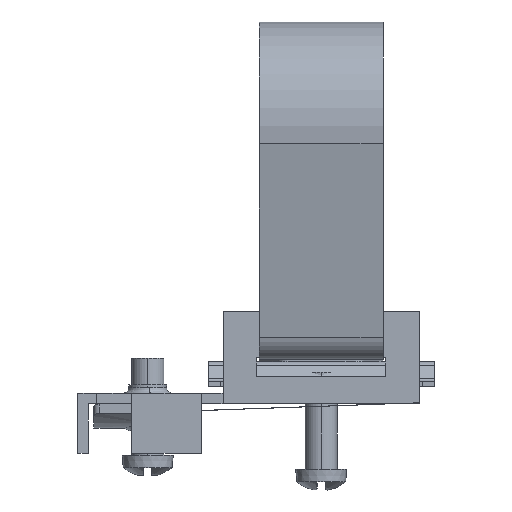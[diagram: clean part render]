
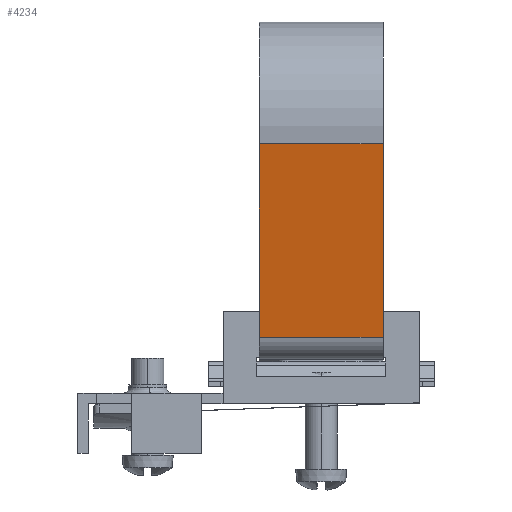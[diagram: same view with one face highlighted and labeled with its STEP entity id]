
A CAD part, left-side view. The second image highlights one B-rep face of the part: STEP entity #4234.
In plain terms, the highlighted planar face has unit normal (-0.985, 0, -0.174).
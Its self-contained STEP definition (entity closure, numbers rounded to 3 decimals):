
#1191 = CARTESIAN_POINT ( 'NONE',  ( -5.124, 6.75, 12.382 ) ) ;
#1299 = DIRECTION ( 'NONE',  ( 0.174, 0., -0.985 ) ) ;
#1986 = EDGE_CURVE ( 'NONE', #12700, #11912, #5840, .T. ) ;
#2394 = DIRECTION ( 'NONE',  ( 0., 1., 0. ) ) ;
#2695 = LINE ( 'NONE', #12299, #11230 ) ;
#2873 = CARTESIAN_POINT ( 'NONE',  ( -11.457, 6.75, 48.297 ) ) ;
#2940 = CARTESIAN_POINT ( 'NONE',  ( -11.457, 29.75, 48.297 ) ) ;
#2948 = VERTEX_POINT ( 'NONE', #4865 ) ;
#4234 = ADVANCED_FACE ( 'NONE', ( #7071 ), #15353, .T. ) ;
#4488 = ORIENTED_EDGE ( 'NONE', *, *, #11499, .F. ) ;
#4865 = CARTESIAN_POINT ( 'NONE',  ( -5.124, 29.75, 12.382 ) ) ;
#5217 = DIRECTION ( 'NONE',  ( 0., 1., 0. ) ) ;
#5240 = VECTOR ( 'NONE', #2394, 1000. ) ;
#5651 = ORIENTED_EDGE ( 'NONE', *, *, #11984, .F. ) ;
#5840 = LINE ( 'NONE', #10640, #5240 ) ;
#6286 = LINE ( 'NONE', #13810, #8696 ) ;
#6542 = LINE ( 'NONE', #9921, #11500 ) ;
#6763 = DIRECTION ( 'NONE',  ( -0.174, 0., 0.985 ) ) ;
#7071 = FACE_OUTER_BOUND ( 'NONE', #11041, .T. ) ;
#7692 = VERTEX_POINT ( 'NONE', #1191 ) ;
#8696 = VECTOR ( 'NONE', #6763, 1000. ) ;
#9354 = AXIS2_PLACEMENT_3D ( 'NONE', #14045, #10448, #15129 ) ;
#9921 = CARTESIAN_POINT ( 'NONE',  ( -5.124, 6.25, 12.382 ) ) ;
#10448 = DIRECTION ( 'NONE',  ( -0.985, 0., -0.174 ) ) ;
#10640 = CARTESIAN_POINT ( 'NONE',  ( -11.457, 6.175, 48.297 ) ) ;
#10722 = ORIENTED_EDGE ( 'NONE', *, *, #12159, .F. ) ;
#11041 = EDGE_LOOP ( 'NONE', ( #13090, #4488, #10722, #5651 ) ) ;
#11230 = VECTOR ( 'NONE', #1299, 1000. ) ;
#11499 = EDGE_CURVE ( 'NONE', #2948, #11912, #6286, .T. ) ;
#11500 = VECTOR ( 'NONE', #5217, 1000. ) ;
#11912 = VERTEX_POINT ( 'NONE', #2940 ) ;
#11984 = EDGE_CURVE ( 'NONE', #12700, #7692, #2695, .T. ) ;
#12159 = EDGE_CURVE ( 'NONE', #7692, #2948, #6542, .T. ) ;
#12299 = CARTESIAN_POINT ( 'NONE',  ( -11.457, 6.75, 48.297 ) ) ;
#12700 = VERTEX_POINT ( 'NONE', #2873 ) ;
#13090 = ORIENTED_EDGE ( 'NONE', *, *, #1986, .T. ) ;
#13810 = CARTESIAN_POINT ( 'NONE',  ( -5.124, 29.75, 12.382 ) ) ;
#14045 = CARTESIAN_POINT ( 'NONE',  ( -4.966, 6.175, 11.484 ) ) ;
#15129 = DIRECTION ( 'NONE',  ( -0.174, 0., 0.985 ) ) ;
#15353 = PLANE ( 'NONE',  #9354 ) ;
